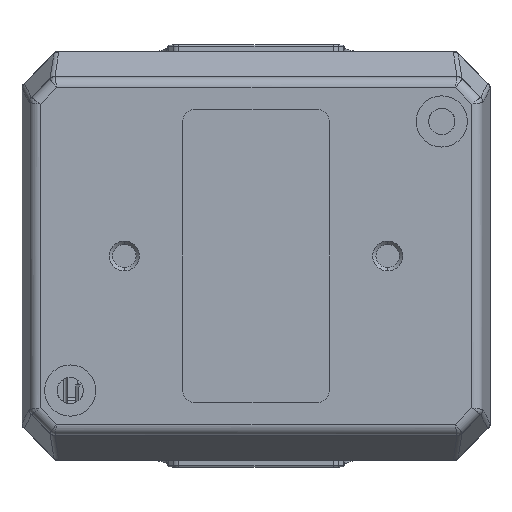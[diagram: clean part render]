
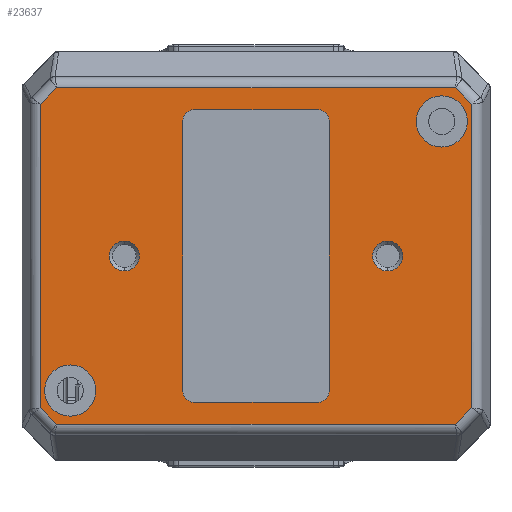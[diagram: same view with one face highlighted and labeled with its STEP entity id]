
A CAD part, front view. The second image highlights one B-rep face of the part: STEP entity #23637.
In plain terms, the highlighted planar face has unit normal (0, -1, 0).
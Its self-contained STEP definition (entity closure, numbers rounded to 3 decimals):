
#3721=DIRECTION('',(-0.707,0.,-0.707));
#3722=VECTOR('',#3721,1.579);
#3723=CARTESIAN_POINT('',(-13.634,-5.,11.5));
#3724=LINE('',#3723,#3722);
#3725=DIRECTION('',(-0.707,0.,0.707));
#3726=VECTOR('',#3725,1.579);
#3727=CARTESIAN_POINT('',(14.75,-5.,10.384));
#3728=LINE('',#3727,#3726);
#3729=DIRECTION('',(0.707,0.,0.707));
#3730=VECTOR('',#3729,1.579);
#3731=CARTESIAN_POINT('',(13.634,-5.,-11.5));
#3732=LINE('',#3731,#3730);
#3733=DIRECTION('',(0.707,0.,-0.707));
#3734=VECTOR('',#3733,1.579);
#3735=CARTESIAN_POINT('',(-14.75,-5.,-10.384));
#3736=LINE('',#3735,#3734);
#3737=DIRECTION('',(0.,0.,1.));
#3738=VECTOR('',#3737,18.5);
#3739=CARTESIAN_POINT('',(-5.,-5.,-9.25));
#3740=LINE('',#3739,#3738);
#3741=CARTESIAN_POINT('',(-4.25,-5.,-9.25));
#3742=DIRECTION('',(0.,1.,0.));
#3743=DIRECTION('',(0.,0.,-1.));
#3744=AXIS2_PLACEMENT_3D('',#3741,#3742,#3743);
#3746=DIRECTION('',(-1.,0.,0.));
#3747=VECTOR('',#3746,8.5);
#3748=CARTESIAN_POINT('',(4.25,-5.,-10.));
#3749=LINE('',#3748,#3747);
#3750=CARTESIAN_POINT('',(4.25,-5.,-9.25));
#3751=DIRECTION('',(0.,1.,0.));
#3752=DIRECTION('',(1.,0.,0.));
#3753=AXIS2_PLACEMENT_3D('',#3750,#3751,#3752);
#3755=DIRECTION('',(0.,0.,-1.));
#3756=VECTOR('',#3755,18.5);
#3757=CARTESIAN_POINT('',(5.,-5.,9.25));
#3758=LINE('',#3757,#3756);
#3759=CARTESIAN_POINT('',(4.25,-5.,9.25));
#3760=DIRECTION('',(0.,1.,0.));
#3761=DIRECTION('',(0.,0.,1.));
#3762=AXIS2_PLACEMENT_3D('',#3759,#3760,#3761);
#3764=DIRECTION('',(1.,0.,0.));
#3765=VECTOR('',#3764,8.5);
#3766=CARTESIAN_POINT('',(-4.25,-5.,10.));
#3767=LINE('',#3766,#3765);
#3768=CARTESIAN_POINT('',(-4.25,-5.,9.25));
#3769=DIRECTION('',(0.,1.,0.));
#3770=DIRECTION('',(-1.,0.,0.));
#3771=AXIS2_PLACEMENT_3D('',#3768,#3769,#3770);
#3773=CARTESIAN_POINT('',(-12.7,-5.,-9.2));
#3774=DIRECTION('',(0.,1.,0.));
#3775=DIRECTION('',(0.,0.,1.));
#3776=AXIS2_PLACEMENT_3D('',#3773,#3774,#3775);
#3778=CARTESIAN_POINT('',(-12.7,-5.,-9.2));
#3779=DIRECTION('',(0.,1.,0.));
#3780=DIRECTION('',(0.,0.,-1.));
#3781=AXIS2_PLACEMENT_3D('',#3778,#3779,#3780);
#3783=CARTESIAN_POINT('',(12.7,-5.,9.2));
#3784=DIRECTION('',(0.,1.,0.));
#3785=DIRECTION('',(0.,0.,1.));
#3786=AXIS2_PLACEMENT_3D('',#3783,#3784,#3785);
#3788=CARTESIAN_POINT('',(12.7,-5.,9.2));
#3789=DIRECTION('',(0.,1.,0.));
#3790=DIRECTION('',(0.,0.,-1.));
#3791=AXIS2_PLACEMENT_3D('',#3788,#3789,#3790);
#3793=CARTESIAN_POINT('',(-9.,-5.,0.));
#3794=DIRECTION('',(0.,1.,0.));
#3795=DIRECTION('',(0.,0.,1.));
#3796=AXIS2_PLACEMENT_3D('',#3793,#3794,#3795);
#3798=CARTESIAN_POINT('',(-9.,-5.,0.));
#3799=DIRECTION('',(0.,1.,0.));
#3800=DIRECTION('',(0.,0.,-1.));
#3801=AXIS2_PLACEMENT_3D('',#3798,#3799,#3800);
#3803=CARTESIAN_POINT('',(9.,-5.,0.));
#3804=DIRECTION('',(0.,1.,0.));
#3805=DIRECTION('',(0.,0.,-1.));
#3806=AXIS2_PLACEMENT_3D('',#3803,#3804,#3805);
#3808=CARTESIAN_POINT('',(9.,-5.,0.));
#3809=DIRECTION('',(0.,1.,0.));
#3810=DIRECTION('',(0.,0.,1.));
#3811=AXIS2_PLACEMENT_3D('',#3808,#3809,#3810);
#3813=CARTESIAN_POINT('',(-13.634,-5.,11.5));
#3831=CARTESIAN_POINT('',(-14.75,-5.,10.384));
#3842=DIRECTION('',(1.,0.,0.));
#3843=VECTOR('',#3842,27.267);
#3844=CARTESIAN_POINT('',(-13.634,-5.,11.5));
#3845=LINE('',#3844,#3843);
#8576=CARTESIAN_POINT('',(-14.75,-5.,-10.384));
#8595=CARTESIAN_POINT('',(-13.634,-5.,-11.5));
#8605=DIRECTION('',(-1.,0.,0.));
#8606=VECTOR('',#8605,27.267);
#8607=CARTESIAN_POINT('',(13.634,-5.,-11.5));
#8608=LINE('',#8607,#8606);
#8617=CARTESIAN_POINT('',(13.634,-5.,-11.5));
#8667=CARTESIAN_POINT('',(14.75,-5.,-10.384));
#8677=DIRECTION('',(0.,0.,-1.));
#8678=VECTOR('',#8677,20.767);
#8679=CARTESIAN_POINT('',(14.75,-5.,10.384));
#8680=LINE('',#8679,#8678);
#12316=DIRECTION('',(0.,0.,1.));
#12317=VECTOR('',#12316,20.767);
#12318=CARTESIAN_POINT('',(-14.75,-5.,-10.384));
#12319=LINE('',#12318,#12317);
#13913=VERTEX_POINT('',#3813);
#13981=CARTESIAN_POINT('',(9.,-5.,1.025));
#13982=VERTEX_POINT('',#13981);
#14050=CARTESIAN_POINT('',(-9.,-5.,1.025));
#14051=CARTESIAN_POINT('',(-9.,-5.,-1.025));
#14052=VERTEX_POINT('',#14050);
#14053=VERTEX_POINT('',#14051);
#14065=VERTEX_POINT('',#8595);
#14080=CARTESIAN_POINT('',(-12.7,-5.,-10.95));
#14081=CARTESIAN_POINT('',(-12.7,-5.,-7.45));
#14082=VERTEX_POINT('',#14080);
#14083=VERTEX_POINT('',#14081);
#14084=CARTESIAN_POINT('',(5.,-5.,-9.25));
#14086=VERTEX_POINT('',#14084);
#14104=CARTESIAN_POINT('',(14.75,-5.,10.384));
#14105=CARTESIAN_POINT('',(13.634,-5.,11.5));
#14106=VERTEX_POINT('',#14104);
#14107=VERTEX_POINT('',#14105);
#14173=CARTESIAN_POINT('',(-4.25,-5.,-10.));
#14174=CARTESIAN_POINT('',(-5.,-5.,-9.25));
#14175=VERTEX_POINT('',#14173);
#14176=VERTEX_POINT('',#14174);
#14185=CARTESIAN_POINT('',(4.25,-5.,-10.));
#14186=VERTEX_POINT('',#14185);
#14188=VERTEX_POINT('',#8617);
#14234=CARTESIAN_POINT('',(-5.,-5.,9.25));
#14235=CARTESIAN_POINT('',(-4.25,-5.,10.));
#14236=VERTEX_POINT('',#14234);
#14237=VERTEX_POINT('',#14235);
#14244=CARTESIAN_POINT('',(9.,-5.,-1.025));
#14245=VERTEX_POINT('',#14244);
#14264=VERTEX_POINT('',#8667);
#14314=VERTEX_POINT('',#3831);
#14319=CARTESIAN_POINT('',(5.,-5.,9.25));
#14320=VERTEX_POINT('',#14319);
#14402=VERTEX_POINT('',#8576);
#14485=CARTESIAN_POINT('',(4.25,-5.,10.));
#14486=VERTEX_POINT('',#14485);
#14543=CARTESIAN_POINT('',(12.7,-5.,10.95));
#14544=VERTEX_POINT('',#14543);
#14564=CARTESIAN_POINT('',(12.7,-5.,7.45));
#14565=VERTEX_POINT('',#14564);
#23574=CARTESIAN_POINT('',(0.,-5.,0.));
#23575=DIRECTION('',(0.,-1.,0.));
#23576=DIRECTION('',(0.,0.,-1.));
#23577=AXIS2_PLACEMENT_3D('',#23574,#23575,#23576);
#23578=PLANE('',#23577);
#23580=ORIENTED_EDGE('',*,*,#23579,.F.);
#23582=ORIENTED_EDGE('',*,*,#23581,.T.);
#23584=ORIENTED_EDGE('',*,*,#23583,.F.);
#23586=ORIENTED_EDGE('',*,*,#23585,.T.);
#23588=ORIENTED_EDGE('',*,*,#23587,.F.);
#23590=ORIENTED_EDGE('',*,*,#23589,.T.);
#23592=ORIENTED_EDGE('',*,*,#23591,.F.);
#23594=ORIENTED_EDGE('',*,*,#23593,.T.);
#23595=EDGE_LOOP('',(#23580,#23582,#23584,#23586,#23588,#23590,#23592,#23594));
#23596=FACE_OUTER_BOUND('',#23595,.F.);
#23598=ORIENTED_EDGE('',*,*,#23597,.F.);
#23600=ORIENTED_EDGE('',*,*,#23599,.F.);
#23602=ORIENTED_EDGE('',*,*,#23601,.F.);
#23604=ORIENTED_EDGE('',*,*,#23603,.F.);
#23606=ORIENTED_EDGE('',*,*,#23605,.F.);
#23608=ORIENTED_EDGE('',*,*,#23607,.F.);
#23610=ORIENTED_EDGE('',*,*,#23609,.F.);
#23612=ORIENTED_EDGE('',*,*,#23611,.F.);
#23613=EDGE_LOOP('',(#23598,#23600,#23602,#23604,#23606,#23608,#23610,#23612));
#23614=FACE_BOUND('',#23613,.F.);
#23616=ORIENTED_EDGE('',*,*,#23615,.F.);
#23618=ORIENTED_EDGE('',*,*,#23617,.F.);
#23619=EDGE_LOOP('',(#23616,#23618));
#23620=FACE_BOUND('',#23619,.F.);
#23621=ORIENTED_EDGE('',*,*,#23553,.F.);
#23622=ORIENTED_EDGE('',*,*,#23568,.F.);
#23623=EDGE_LOOP('',(#23621,#23622));
#23624=FACE_BOUND('',#23623,.F.);
#23626=ORIENTED_EDGE('',*,*,#23625,.F.);
#23628=ORIENTED_EDGE('',*,*,#23627,.F.);
#23629=EDGE_LOOP('',(#23626,#23628));
#23630=FACE_BOUND('',#23629,.F.);
#23632=ORIENTED_EDGE('',*,*,#23631,.F.);
#23634=ORIENTED_EDGE('',*,*,#23633,.F.);
#23635=EDGE_LOOP('',(#23632,#23634));
#23636=FACE_BOUND('',#23635,.F.);
#23637=ADVANCED_FACE('',(#23596,#23614,#23620,#23624,#23630,#23636),#23578,.T.);
#3745=CIRCLE('',#3744,0.75);
#3754=CIRCLE('',#3753,0.75);
#3763=CIRCLE('',#3762,0.75);
#3772=CIRCLE('',#3771,0.75);
#3777=CIRCLE('',#3776,1.75);
#3782=CIRCLE('',#3781,1.75);
#3787=CIRCLE('',#3786,1.75);
#3792=CIRCLE('',#3791,1.75);
#3797=CIRCLE('',#3796,1.025);
#3802=CIRCLE('',#3801,1.025);
#3807=CIRCLE('',#3806,1.025);
#3812=CIRCLE('',#3811,1.025);
#23553=EDGE_CURVE('',#14544,#14565,#3787,.T.);
#23568=EDGE_CURVE('',#14565,#14544,#3792,.T.);
#23579=EDGE_CURVE('',#13913,#14314,#3724,.T.);
#23581=EDGE_CURVE('',#13913,#14107,#3845,.T.);
#23583=EDGE_CURVE('',#14106,#14107,#3728,.T.);
#23585=EDGE_CURVE('',#14106,#14264,#8680,.T.);
#23587=EDGE_CURVE('',#14188,#14264,#3732,.T.);
#23589=EDGE_CURVE('',#14188,#14065,#8608,.T.);
#23591=EDGE_CURVE('',#14402,#14065,#3736,.T.);
#23593=EDGE_CURVE('',#14402,#14314,#12319,.T.);
#23597=EDGE_CURVE('',#14176,#14236,#3740,.T.);
#23599=EDGE_CURVE('',#14175,#14176,#3745,.T.);
#23601=EDGE_CURVE('',#14186,#14175,#3749,.T.);
#23603=EDGE_CURVE('',#14086,#14186,#3754,.T.);
#23605=EDGE_CURVE('',#14320,#14086,#3758,.T.);
#23607=EDGE_CURVE('',#14486,#14320,#3763,.T.);
#23609=EDGE_CURVE('',#14237,#14486,#3767,.T.);
#23611=EDGE_CURVE('',#14236,#14237,#3772,.T.);
#23615=EDGE_CURVE('',#14083,#14082,#3777,.T.);
#23617=EDGE_CURVE('',#14082,#14083,#3782,.T.);
#23625=EDGE_CURVE('',#14052,#14053,#3797,.T.);
#23627=EDGE_CURVE('',#14053,#14052,#3802,.T.);
#23631=EDGE_CURVE('',#14245,#13982,#3807,.T.);
#23633=EDGE_CURVE('',#13982,#14245,#3812,.T.);
